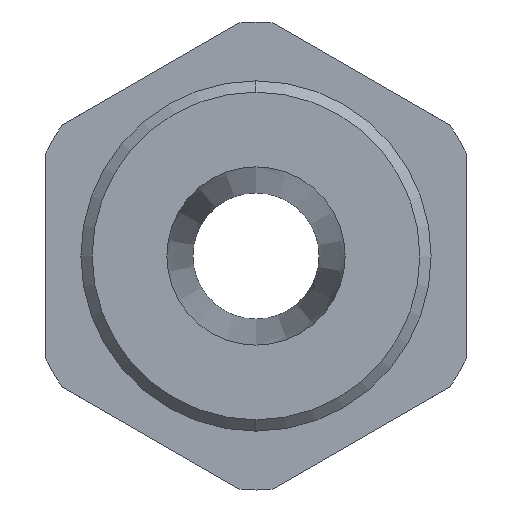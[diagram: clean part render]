
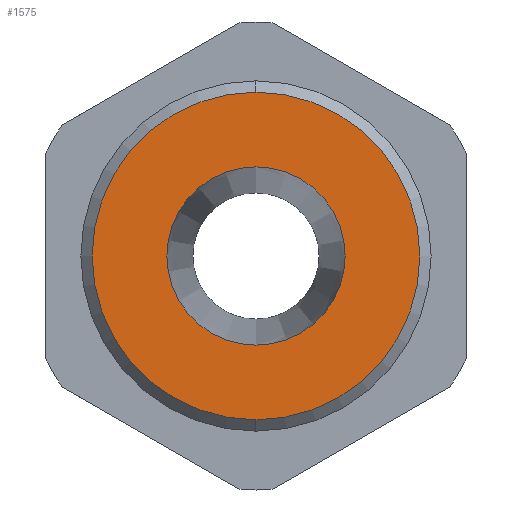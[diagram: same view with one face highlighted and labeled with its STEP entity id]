
A CAD part, left-side view. The second image highlights one B-rep face of the part: STEP entity #1575.
In plain terms, the highlighted planar face has unit normal (-1, 0, 0).
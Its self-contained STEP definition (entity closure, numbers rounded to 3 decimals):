
#1507=CARTESIAN_POINT('',(0.,-0.,11.69));
#1508=VERTEX_POINT('',#1507);
#1515=CARTESIAN_POINT('',(0.,-0.,-11.69));
#1516=VERTEX_POINT('',#1515);
#1517=CARTESIAN_POINT('',(0.,0.,0.));
#1518=DIRECTION('',(1.,-0.,-0.));
#1519=DIRECTION('',(0.,0.,-1.));
#1520=AXIS2_PLACEMENT_3D('',#1517,#1518,#1519);
#1521=CIRCLE('',#1520,11.69);
#1522=EDGE_CURVE('',#1508,#1516,#1521,.T.);
#1540=CARTESIAN_POINT('',(0.,11.69,0.));
#1541=DIRECTION('',(-1.,0.,0.));
#1542=DIRECTION('',(0.,0.,1.));
#1543=AXIS2_PLACEMENT_3D('',#1540,#1541,#1542);
#1544=PLANE('',#1543);
#1545=CARTESIAN_POINT('',(0.,-0.,-6.36));
#1546=VERTEX_POINT('',#1545);
#1547=CARTESIAN_POINT('',(0.,0.,6.36));
#1548=VERTEX_POINT('',#1547);
#1549=CARTESIAN_POINT('',(0.,0.,0.));
#1550=DIRECTION('',(1.,0.,-0.));
#1551=DIRECTION('',(0.,0.,1.));
#1552=AXIS2_PLACEMENT_3D('',#1549,#1550,#1551);
#1553=CIRCLE('',#1552,6.36);
#1554=EDGE_CURVE('',#1546,#1548,#1553,.T.);
#1555=ORIENTED_EDGE('',*,*,#1554,.T.);
#1556=CARTESIAN_POINT('',(0.,0.,0.));
#1557=DIRECTION('',(1.,0.,-0.));
#1558=DIRECTION('',(0.,0.,1.));
#1559=AXIS2_PLACEMENT_3D('',#1556,#1557,#1558);
#1560=CIRCLE('',#1559,6.36);
#1561=EDGE_CURVE('',#1548,#1546,#1560,.T.);
#1562=ORIENTED_EDGE('',*,*,#1561,.T.);
#1563=EDGE_LOOP('',(#1555,#1562));
#1564=FACE_BOUND('',#1563,.T.);
#1565=ORIENTED_EDGE('',*,*,#1522,.F.);
#1566=CARTESIAN_POINT('',(0.,0.,0.));
#1567=DIRECTION('',(1.,-0.,-0.));
#1568=DIRECTION('',(0.,0.,-1.));
#1569=AXIS2_PLACEMENT_3D('',#1566,#1567,#1568);
#1570=CIRCLE('',#1569,11.69);
#1571=EDGE_CURVE('',#1516,#1508,#1570,.T.);
#1572=ORIENTED_EDGE('',*,*,#1571,.F.);
#1573=EDGE_LOOP('',(#1565,#1572));
#1574=FACE_BOUND('',#1573,.T.);
#1575=ADVANCED_FACE('',(#1564,#1574),#1544,.T.);
